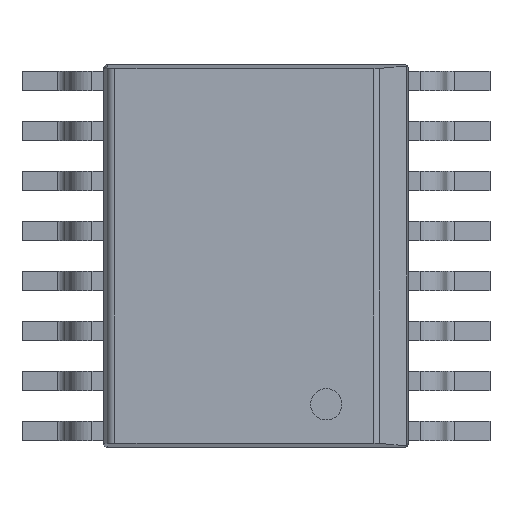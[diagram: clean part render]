
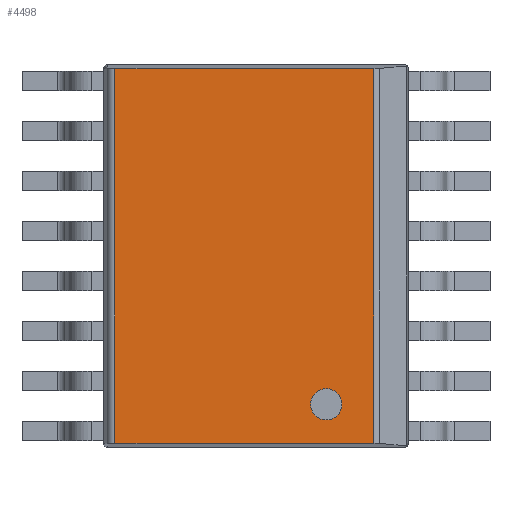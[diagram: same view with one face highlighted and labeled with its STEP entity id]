
A CAD part, top view. The second image highlights one B-rep face of the part: STEP entity #4498.
In plain terms, the highlighted planar face has unit normal (0, 0, 1).
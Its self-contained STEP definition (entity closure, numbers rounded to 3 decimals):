
#4070 = VERTEX_POINT('',#4071);
#4071 = CARTESIAN_POINT('',(-1.806,-2.398,1.5));
#4207 = EDGE_CURVE('',#4070,#4208,#4210,.T.);
#4208 = VERTEX_POINT('',#4209);
#4209 = CARTESIAN_POINT('',(-1.806,2.398,1.5));
#4210 = LINE('',#4211,#4212);
#4211 = CARTESIAN_POINT('',(-1.806,-2.398,1.5));
#4212 = VECTOR('',#4213,1.);
#4213 = DIRECTION('',(0.,1.,0.));
#4398 = EDGE_CURVE('',#4399,#4070,#4401,.T.);
#4399 = VERTEX_POINT('',#4400);
#4400 = CARTESIAN_POINT('',(1.509,-2.398,1.5));
#4401 = LINE('',#4402,#4403);
#4402 = CARTESIAN_POINT('',(1.9,-2.398,1.5));
#4403 = VECTOR('',#4404,1.);
#4404 = DIRECTION('',(-1.,0.,0.));
#4498 = ADVANCED_FACE('',(#4499,#4517),#4528,.T.);
#4499 = FACE_BOUND('',#4500,.T.);
#4500 = EDGE_LOOP('',(#4501,#4502,#4510,#4516));
#4501 = ORIENTED_EDGE('',*,*,#4398,.F.);
#4502 = ORIENTED_EDGE('',*,*,#4503,.T.);
#4503 = EDGE_CURVE('',#4399,#4504,#4506,.T.);
#4504 = VERTEX_POINT('',#4505);
#4505 = CARTESIAN_POINT('',(1.509,2.398,1.5));
#4506 = LINE('',#4507,#4508);
#4507 = CARTESIAN_POINT('',(1.509,-2.398,1.5));
#4508 = VECTOR('',#4509,1.);
#4509 = DIRECTION('',(0.,1.,0.));
#4510 = ORIENTED_EDGE('',*,*,#4511,.F.);
#4511 = EDGE_CURVE('',#4208,#4504,#4512,.T.);
#4512 = LINE('',#4513,#4514);
#4513 = CARTESIAN_POINT('',(-1.9,2.398,1.5));
#4514 = VECTOR('',#4515,1.);
#4515 = DIRECTION('',(1.,0.,0.));
#4516 = ORIENTED_EDGE('',*,*,#4207,.F.);
#4517 = FACE_BOUND('',#4518,.T.);
#4518 = EDGE_LOOP('',(#4519));
#4519 = ORIENTED_EDGE('',*,*,#4520,.F.);
#4520 = EDGE_CURVE('',#4521,#4521,#4523,.T.);
#4521 = VERTEX_POINT('',#4522);
#4522 = CARTESIAN_POINT('',(1.1,-1.9,1.5));
#4523 = CIRCLE('',#4524,0.2);
#4524 = AXIS2_PLACEMENT_3D('',#4525,#4526,#4527);
#4525 = CARTESIAN_POINT('',(0.9,-1.9,1.5));
#4526 = DIRECTION('',(0.,0.,1.));
#4527 = DIRECTION('',(1.,0.,0.));
#4528 = PLANE('',#4529);
#4529 = AXIS2_PLACEMENT_3D('',#4530,#4531,#4532);
#4530 = CARTESIAN_POINT('',(0.,0.,1.5)
  );
#4531 = DIRECTION('',(0.,0.,1.));
#4532 = DIRECTION('',(1.,0.,0.));
